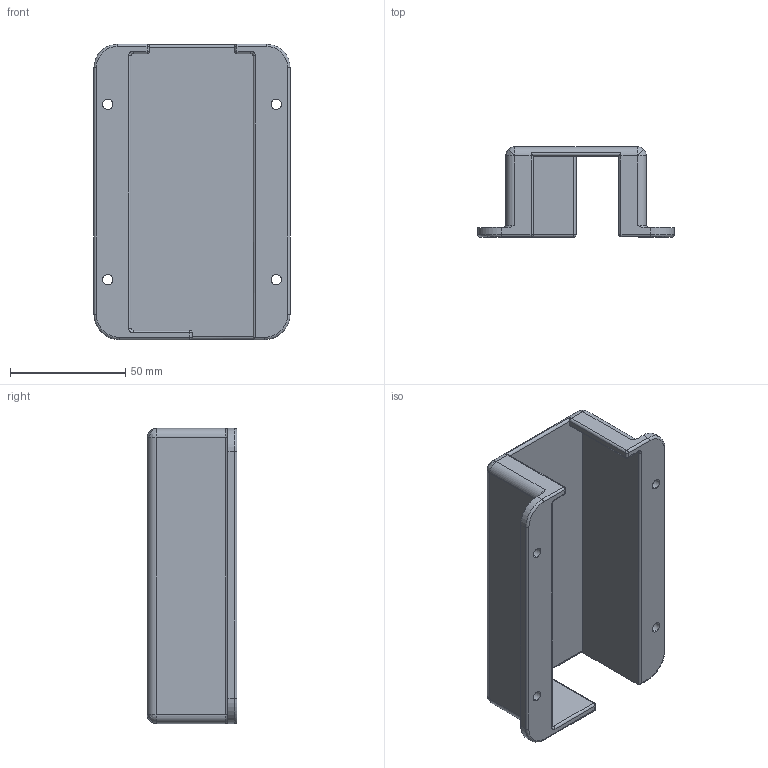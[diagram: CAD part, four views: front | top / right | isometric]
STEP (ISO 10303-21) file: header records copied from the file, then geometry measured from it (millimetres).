
FILE_DESCRIPTION (( 'STEP AP203' ), '1' );
FILE_NAME ('MS001-A.02.003SL.1.1MS001-A珆尨ん巠饜ん盓殤.step', '2021-08-27T10:46:02', ( 'Windows User' ), ( 'P R C' ), 'SwSTEP 2.0', 'SolidWorks 2016', '' );
FILE_SCHEMA (( 'CONFIG_CONTROL_DESIGN' ));
Length unit declared in the file: millimetre
Products named in the file (1): MS001-A.02.003SL.1.1MS001-A珆尨ん巠饜ん盓殤
Bounding box: 85 x 39 x 128 mm (x, y, z)
Volume: 82814.8 mm3; surface area: 43311.1 mm2
Topology: 1 solids, 1 shells, 98 faces, 245 edges, 135 vertices
Faces by surface type: cylinder 48, plane 22, torus 14, bspline 8, sphere 6
Entity records: 3033 total; most frequent: CARTESIAN_POINT 658, DIRECTION 523, ORIENTED_EDGE 462, EDGE_CURVE 231, AXIS2_PLACEMENT_3D 210, VERTEX_POINT 135, CIRCLE 119, EDGE_LOOP 106
